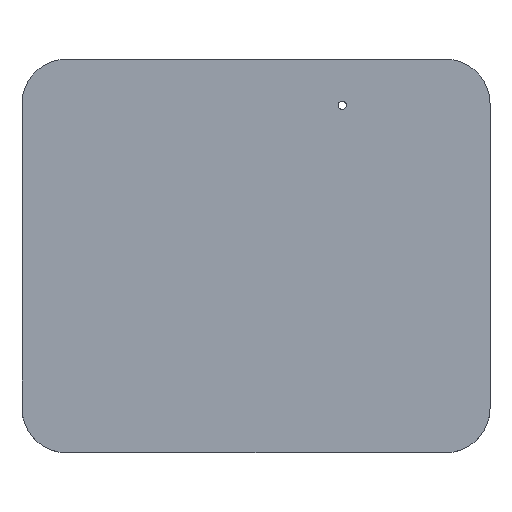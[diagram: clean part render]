
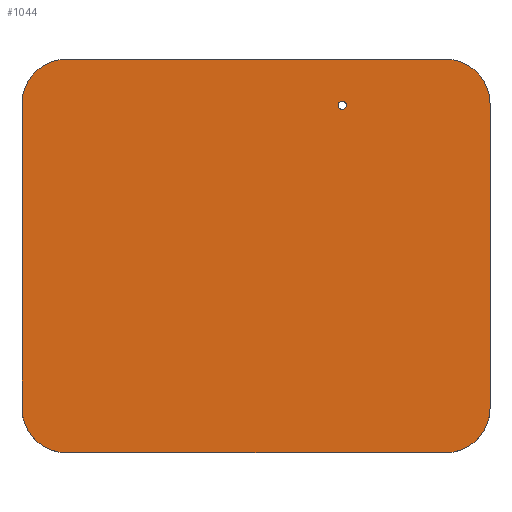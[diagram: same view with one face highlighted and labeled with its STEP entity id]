
A CAD part, top view. The second image highlights one B-rep face of the part: STEP entity #1044.
In plain terms, the highlighted planar face has unit normal (0, 0, 1).
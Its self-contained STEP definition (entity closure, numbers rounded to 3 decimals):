
#20=FACE_BOUND('',#174,.T.);
#56=PLANE('',#1154);
#112=FACE_OUTER_BOUND('',#173,.T.);
#173=EDGE_LOOP('',(#942,#943,#944,#945,#946,#947,#948,#949));
#174=EDGE_LOOP('',(#950));
#272=LINE('',#1728,#379);
#276=LINE('',#1737,#383);
#279=LINE('',#1745,#386);
#282=LINE('',#1753,#389);
#379=VECTOR('',#1419,10.);
#383=VECTOR('',#1429,10.);
#386=VECTOR('',#1438,10.);
#389=VECTOR('',#1447,10.);
#392=CIRCLE('',#1062,0.6);
#427=CIRCLE('',#1144,6.5);
#428=CIRCLE('',#1147,6.5);
#429=CIRCLE('',#1150,6.5);
#430=CIRCLE('',#1153,6.5);
#432=VERTEX_POINT('',#1461);
#521=VERTEX_POINT('',#1726);
#522=VERTEX_POINT('',#1727);
#523=VERTEX_POINT('',#1732);
#524=VERTEX_POINT('',#1736);
#525=VERTEX_POINT('',#1740);
#526=VERTEX_POINT('',#1744);
#527=VERTEX_POINT('',#1748);
#528=VERTEX_POINT('',#1752);
#531=EDGE_CURVE('',#432,#432,#392,.T.);
#660=EDGE_CURVE('',#521,#522,#272,.T.);
#663=EDGE_CURVE('',#521,#523,#427,.T.);
#665=EDGE_CURVE('',#524,#523,#276,.T.);
#667=EDGE_CURVE('',#524,#525,#428,.T.);
#669=EDGE_CURVE('',#526,#525,#279,.T.);
#671=EDGE_CURVE('',#526,#527,#429,.T.);
#673=EDGE_CURVE('',#528,#527,#282,.T.);
#675=EDGE_CURVE('',#528,#522,#430,.T.);
#942=ORIENTED_EDGE('',*,*,#675,.T.);
#943=ORIENTED_EDGE('',*,*,#660,.F.);
#944=ORIENTED_EDGE('',*,*,#663,.T.);
#945=ORIENTED_EDGE('',*,*,#665,.F.);
#946=ORIENTED_EDGE('',*,*,#667,.T.);
#947=ORIENTED_EDGE('',*,*,#669,.F.);
#948=ORIENTED_EDGE('',*,*,#671,.T.);
#949=ORIENTED_EDGE('',*,*,#673,.F.);
#950=ORIENTED_EDGE('',*,*,#531,.T.);
#1044=ADVANCED_FACE('',(#112,#20),#56,.T.);
#1062=AXIS2_PLACEMENT_3D('',#1463,#1163,#1164);
#1144=AXIS2_PLACEMENT_3D('',#1733,#1424,#1425);
#1147=AXIS2_PLACEMENT_3D('',#1741,#1433,#1434);
#1150=AXIS2_PLACEMENT_3D('',#1749,#1442,#1443);
#1153=AXIS2_PLACEMENT_3D('',#1756,#1451,#1452);
#1154=AXIS2_PLACEMENT_3D('',#1757,#1453,#1454);
#1163=DIRECTION('center_axis',(0.,0.,-1.));
#1164=DIRECTION('ref_axis',(-1.,0.,0.));
#1419=DIRECTION('',(0.,1.,0.));
#1424=DIRECTION('center_axis',(0.,0.,1.));
#1425=DIRECTION('ref_axis',(-1.,0.,0.));
#1429=DIRECTION('',(-1.,0.,0.));
#1433=DIRECTION('center_axis',(0.,0.,1.));
#1434=DIRECTION('ref_axis',(0.,-1.,0.));
#1438=DIRECTION('',(0.,-1.,0.));
#1442=DIRECTION('center_axis',(0.,0.,1.));
#1443=DIRECTION('ref_axis',(1.,0.,0.));
#1447=DIRECTION('',(1.,0.,0.));
#1451=DIRECTION('center_axis',(0.,0.,1.));
#1452=DIRECTION('ref_axis',(0.,1.,0.));
#1453=DIRECTION('center_axis',(0.,0.,1.));
#1454=DIRECTION('ref_axis',(-1.,0.,0.));
#1461=CARTESIAN_POINT('',(40.617,44.007,31.64));
#1463=CARTESIAN_POINT('Origin',(40.017,44.007,31.64));
#1726=CARTESIAN_POINT('',(-6.5,0.025,31.64));
#1727=CARTESIAN_POINT('',(-6.5,44.225,31.64));
#1728=CARTESIAN_POINT('',(-6.5,0.025,31.64));
#1732=CARTESIAN_POINT('',(0.,-6.475,31.64));
#1733=CARTESIAN_POINT('Origin',(0.,0.025,
31.64));
#1736=CARTESIAN_POINT('',(55.,-6.475,31.64));
#1737=CARTESIAN_POINT('',(55.,-6.475,31.64));
#1740=CARTESIAN_POINT('',(61.5,0.025,31.64));
#1741=CARTESIAN_POINT('Origin',(55.,0.025,31.64));
#1744=CARTESIAN_POINT('',(61.5,44.225,31.64));
#1745=CARTESIAN_POINT('',(61.5,44.225,31.64));
#1748=CARTESIAN_POINT('',(55.,50.725,31.64));
#1749=CARTESIAN_POINT('Origin',(55.,44.225,31.64));
#1752=CARTESIAN_POINT('',(0.,50.725,31.64));
#1753=CARTESIAN_POINT('',(0.,50.725,31.64));
#1756=CARTESIAN_POINT('Origin',(0.,44.225,31.64));
#1757=CARTESIAN_POINT('Origin',(27.5,22.125,31.64));
